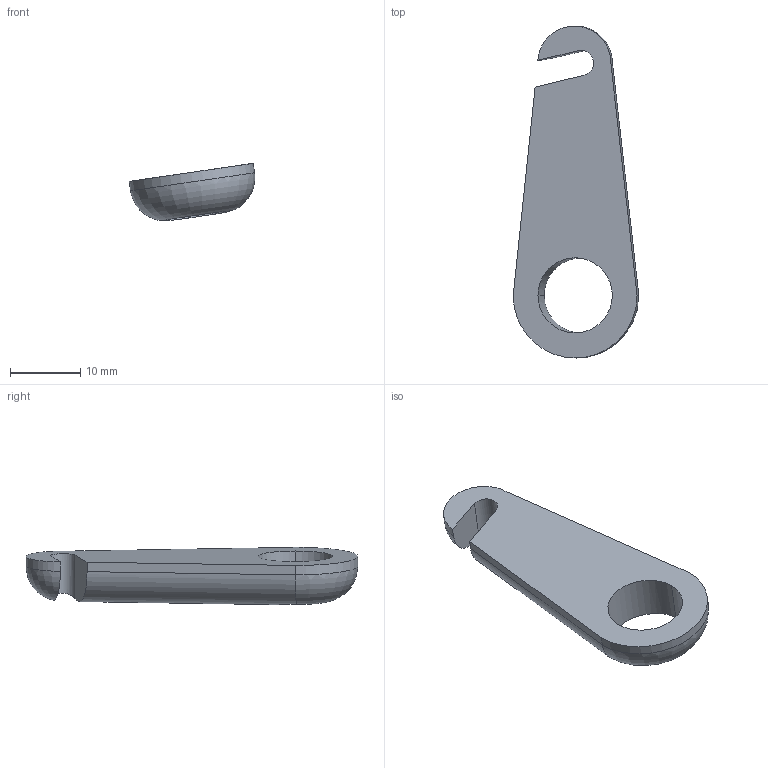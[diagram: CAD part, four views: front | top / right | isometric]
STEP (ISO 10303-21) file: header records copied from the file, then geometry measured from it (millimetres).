
FILE_DESCRIPTION (( 'STEP AP214' ), '1' );
FILE_NAME ('Top Lock Latching Components.STEP', '2025-12-12T20:14:28', ( '' ), ( '' ), 'SwSTEP 2.0', 'SolidWorks 2025', '' );
FILE_SCHEMA (( 'AUTOMOTIVE_DESIGN' ));
Length unit declared in the file: inch
Products named in the file (1): Top Lock Latching Components
Bounding box: 17.84 x 47.14 x 8.13 mm (x, y, z)
Volume: 2743.4 mm3; surface area: 1782.8 mm2
Topology: 1 solids, 1 shells, 16 faces, 41 edges, 26 vertices
Faces by surface type: cylinder 7, plane 6, torus 3
Entity records: 603 total; most frequent: CARTESIAN_POINT 201, ORIENTED_EDGE 82, DIRECTION 72, EDGE_CURVE 41, AXIS2_PLACEMENT_3D 27, VERTEX_POINT 26, VECTOR 18, LINE 18
